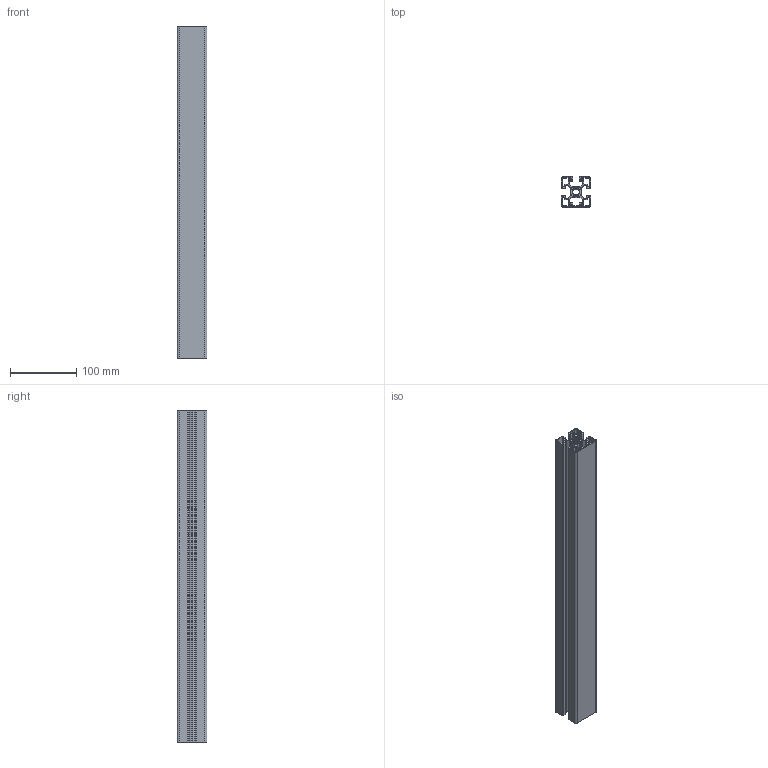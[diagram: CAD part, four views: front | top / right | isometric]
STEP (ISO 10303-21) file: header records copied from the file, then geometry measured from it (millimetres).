
FILE_DESCRIPTION (( 'STEP AP203' ), '1' );
FILE_NAME ('10 45X45 3S.STEP', '2012-06-01T08:09:51', ( 'alle' ), ( 'Hewlett-Packard Company' ), 'SwSTEP 2.0', 'SolidWorks 2011', '' );
FILE_SCHEMA (( 'CONFIG_CONTROL_DESIGN' ));
Length unit declared in the file: millimetre
Products named in the file (1): M ATP B10 4545L3N
Bounding box: 45 x 45 x 500 mm (x, y, z)
Volume: 291415.7 mm3; surface area: 310606.5 mm2
Topology: 1 solids, 1 shells, 260 faces, 774 edges, 516 vertices
Faces by surface type: cylinder 158, plane 102
Entity records: 8955 total; most frequent: DIRECTION 1612, CARTESIAN_POINT 1551, ORIENTED_EDGE 1548, EDGE_CURVE 774, AXIS2_PLACEMENT_3D 577, VERTEX_POINT 516, VECTOR 458, LINE 458
